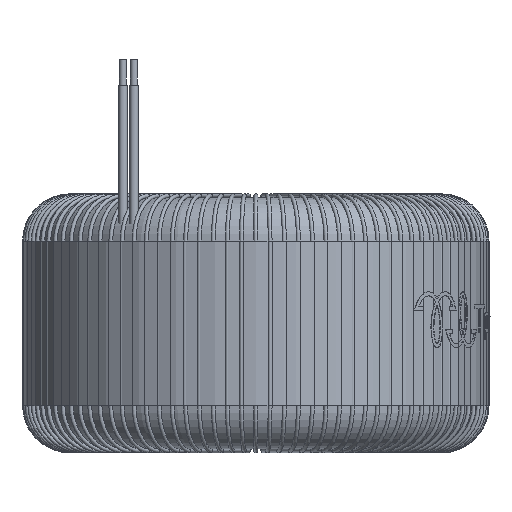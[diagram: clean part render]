
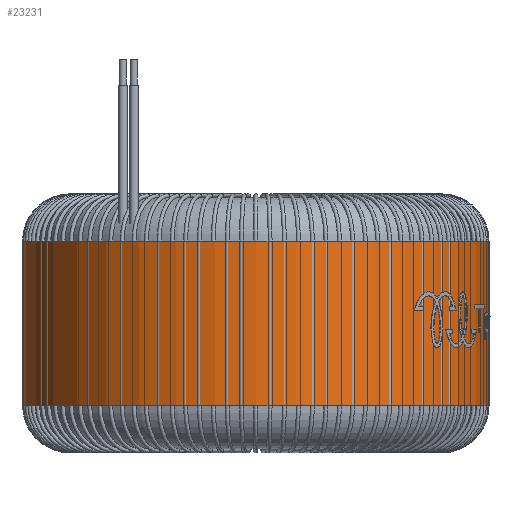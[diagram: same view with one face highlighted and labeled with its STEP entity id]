
A CAD part, left-side view. The second image highlights one B-rep face of the part: STEP entity #23231.
In plain terms, the highlighted cylindrical face has radius 27.01 mm (diameter 54.02 mm), a full revolution.
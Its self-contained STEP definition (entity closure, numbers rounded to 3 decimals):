
#2080=LINE('',#46077,#3026);
#3026=VECTOR('',#34161,27.);
#3478=CYLINDRICAL_SURFACE('',#26657,27.01);
#4723=FACE_OUTER_BOUND('',#6000,.T.);
#6000=EDGE_LOOP('',(#21524,#21525,#21526,#21527));
#8243=CIRCLE('',#26658,27.01);
#8244=CIRCLE('',#26659,27.01);
#10665=VERTEX_POINT('',#46074);
#10666=VERTEX_POINT('',#46076);
#14288=EDGE_CURVE('',#10665,#10665,#8243,.T.);
#14289=EDGE_CURVE('',#10665,#10666,#2080,.T.);
#14290=EDGE_CURVE('',#10666,#10666,#8244,.T.);
#21524=ORIENTED_EDGE('',*,*,#14288,.F.);
#21525=ORIENTED_EDGE('',*,*,#14289,.T.);
#21526=ORIENTED_EDGE('',*,*,#14290,.T.);
#21527=ORIENTED_EDGE('',*,*,#14289,.F.);
#23231=ADVANCED_FACE('',(#4723),#3478,.T.);
#26657=AXIS2_PLACEMENT_3D('',#46073,#34157,#34158);
#26658=AXIS2_PLACEMENT_3D('',#46075,#34159,#34160);
#26659=AXIS2_PLACEMENT_3D('',#46078,#34162,#34163);
#34157=DIRECTION('center_axis',(0.,0.,1.));
#34158=DIRECTION('ref_axis',(1.,0.,0.));
#34159=DIRECTION('center_axis',(0.,0.,1.));
#34160=DIRECTION('ref_axis',(1.,0.,0.));
#34161=DIRECTION('',(0.,0.,-1.));
#34162=DIRECTION('center_axis',(0.,0.,1.));
#34163=DIRECTION('ref_axis',(1.,0.,0.));
#46073=CARTESIAN_POINT('Origin',(0.,0.,5.));
#46074=CARTESIAN_POINT('',(-27.01,0.,24.));
#46075=CARTESIAN_POINT('Origin',(0.,0.,24.));
#46076=CARTESIAN_POINT('',(-27.01,0.,5.));
#46077=CARTESIAN_POINT('',(-27.01,0.,5.));
#46078=CARTESIAN_POINT('Origin',(0.,0.,5.));
